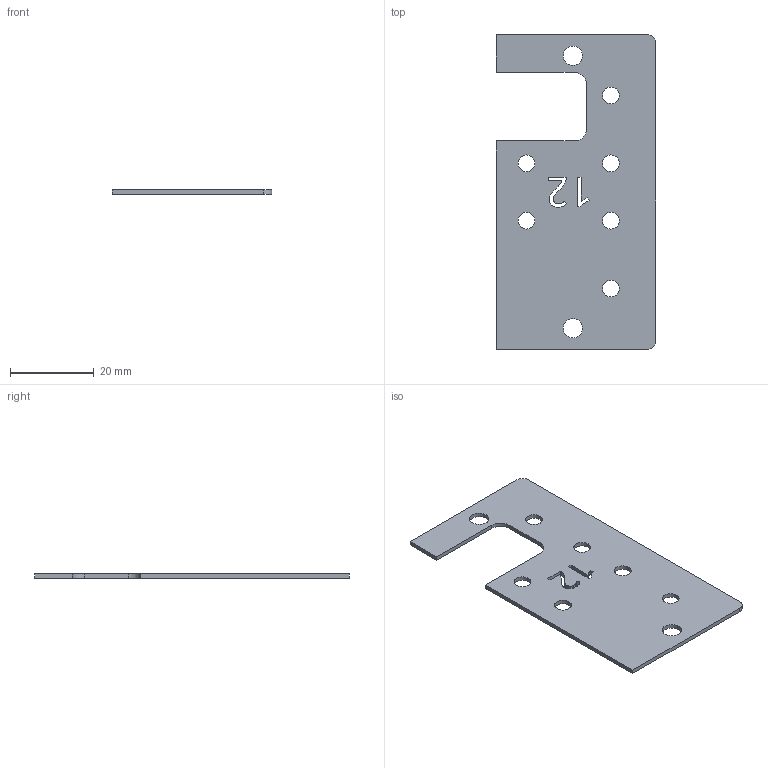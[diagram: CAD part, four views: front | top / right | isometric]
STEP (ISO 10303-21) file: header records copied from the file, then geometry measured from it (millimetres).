
FILE_DESCRIPTION(/* description */ (''),/* implementation_level */ '2;1');
FILE_NAME(/* name */ '12 Top Chassis Mount Whole Length Hole Test.step',/* time_stamp */ '2024-06-09T23:13:05-04:00',/* author */ (''),/* organization */ (''),/* preprocessor_version */ 'ST-DEVELOPER v20',/* originating_system */ 'Autodesk Translation Framework v13.14.0.145',/* authorisation */ '');
FILE_SCHEMA (('AUTOMOTIVE_DESIGN { 1 0 10303 214 3 1 1 }'));
Length unit declared in the file: millimetre
Products named in the file (1): Top Chassis Mount
Bounding box: 38 x 75 x 1 mm (x, y, z)
Volume: 2370.8 mm3; surface area: 5160 mm2
Topology: 1 solids, 1 shells, 69 faces, 201 edges, 134 vertices
Faces by surface type: bspline 37, plane 20, cylinder 12
Full cylindrical faces by diameter (mm): 4 x6, 4.6 x2
Entity records: 2702 total; most frequent: CARTESIAN_POINT 1034, ORIENTED_EDGE 402, DIRECTION 217, EDGE_CURVE 201, VERTEX_POINT 134, LINE 103, VECTOR 103, EDGE_LOOP 89
